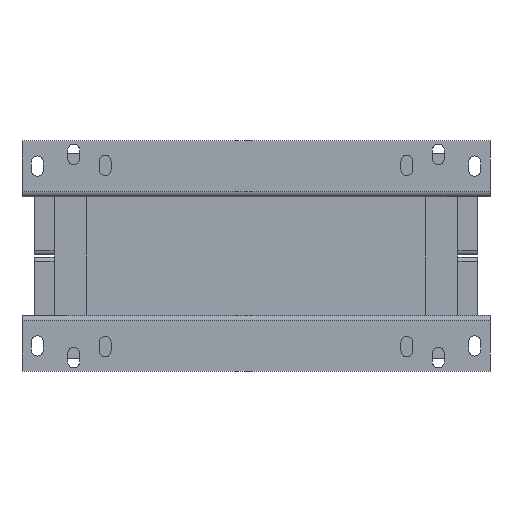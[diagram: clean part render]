
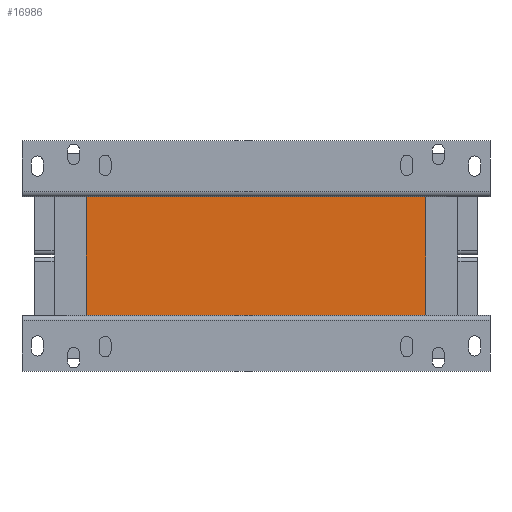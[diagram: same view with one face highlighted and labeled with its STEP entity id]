
A CAD part, front view. The second image highlights one B-rep face of the part: STEP entity #16986.
In plain terms, the highlighted planar face has unit normal (0, -1, 0).
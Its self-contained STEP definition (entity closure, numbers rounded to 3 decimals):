
#1354 = DIRECTION ( 'NONE',  ( 1., 0., 0. ) ) ;
#1618 = ORIENTED_EDGE ( 'NONE', *, *, #5039, .T. ) ;
#2565 = PLANE ( 'NONE',  #17443 ) ;
#2650 = DIRECTION ( 'NONE',  ( 0., 0., 1. ) ) ;
#2977 = DIRECTION ( 'NONE',  ( 0., 0., -1. ) ) ;
#4147 = VERTEX_POINT ( 'NONE', #11944 ) ;
#4334 = VERTEX_POINT ( 'NONE', #10769 ) ;
#4628 = CARTESIAN_POINT ( 'NONE',  ( -200., -200., 70. ) ) ;
#5039 = EDGE_CURVE ( 'Defeature ausgef�hrt3_16+Defeature ausgef�hrt3_598+Defeature ausgef�hrt3_10+Defeature ausgef�hrt3_11', #11310, #4147, #17982, .T. ) ;
#8331 = LINE ( 'NONE', #25006, #11006 ) ;
#8483 = EDGE_LOOP ( 'NONE', ( #1618, #25322, #18839, #20194 ) ) ;
#8829 = VERTEX_POINT ( 'NONE', #9116 ) ;
#8990 = EDGE_CURVE ( 'Defeature ausgef�hrt3_597+Defeature ausgef�hrt3_16+Defeature ausgef�hrt3_10+Defeature ausgef�hrt3_11', #4334, #8829, #8331, .T. ) ;
#9116 = CARTESIAN_POINT ( 'NONE',  ( 200., -200., 70. ) ) ;
#10769 = CARTESIAN_POINT ( 'NONE',  ( -200., -200., 70. ) ) ;
#11006 = VECTOR ( 'NONE', #18262, 1000. ) ;
#11310 = VERTEX_POINT ( 'NONE', #25467 ) ;
#11944 = CARTESIAN_POINT ( 'NONE',  ( 200., -200., -70. ) ) ;
#12767 = LINE ( 'NONE', #20143, #16116 ) ;
#12935 = FACE_OUTER_BOUND ( 'NONE', #8483, .T. ) ;
#13256 = DIRECTION ( 'NONE',  ( 0., 1., 0. ) ) ;
#15332 = CARTESIAN_POINT ( 'NONE',  ( 200., -200., 70. ) ) ;
#16116 = VECTOR ( 'NONE', #2977, 1000. ) ;
#16986 = ADVANCED_FACE ( 'Defeature ausgef�hrt3_16', ( #12935 ), #2565, .F. ) ;
#17443 = AXIS2_PLACEMENT_3D ( 'NONE', #4628, #13256, #2650 ) ;
#17648 = VECTOR ( 'NONE', #26114, 1000. ) ;
#17982 = LINE ( 'NONE', #24614, #20657 ) ;
#18262 = DIRECTION ( 'NONE',  ( 1., 0., 0. ) ) ;
#18317 = LINE ( 'NONE', #15332, #17648 ) ;
#18839 = ORIENTED_EDGE ( 'NONE', *, *, #8990, .F. ) ;
#20143 = CARTESIAN_POINT ( 'NONE',  ( -200., -200., 70. ) ) ;
#20194 = ORIENTED_EDGE ( 'NONE', *, *, #23745, .T. ) ;
#20657 = VECTOR ( 'NONE', #1354, 1000. ) ;
#21365 = EDGE_CURVE ( 'Defeature ausgef�hrt3_11+Defeature ausgef�hrt3_16+Defeature ausgef�hrt3_597+Defeature ausgef�hrt3_598', #8829, #4147, #18317, .T. ) ;
#23745 = EDGE_CURVE ( 'Defeature ausgef�hrt3_16+Defeature ausgef�hrt3_10+Defeature ausgef�hrt3_597+Defeature ausgef�hrt3_598', #4334, #11310, #12767, .T. ) ;
#24614 = CARTESIAN_POINT ( 'NONE',  ( -200., -200., -70. ) ) ;
#25006 = CARTESIAN_POINT ( 'NONE',  ( -200., -200., 70. ) ) ;
#25322 = ORIENTED_EDGE ( 'NONE', *, *, #21365, .F. ) ;
#25467 = CARTESIAN_POINT ( 'NONE',  ( -200., -200., -70. ) ) ;
#26114 = DIRECTION ( 'NONE',  ( 0., 0., -1. ) ) ;
